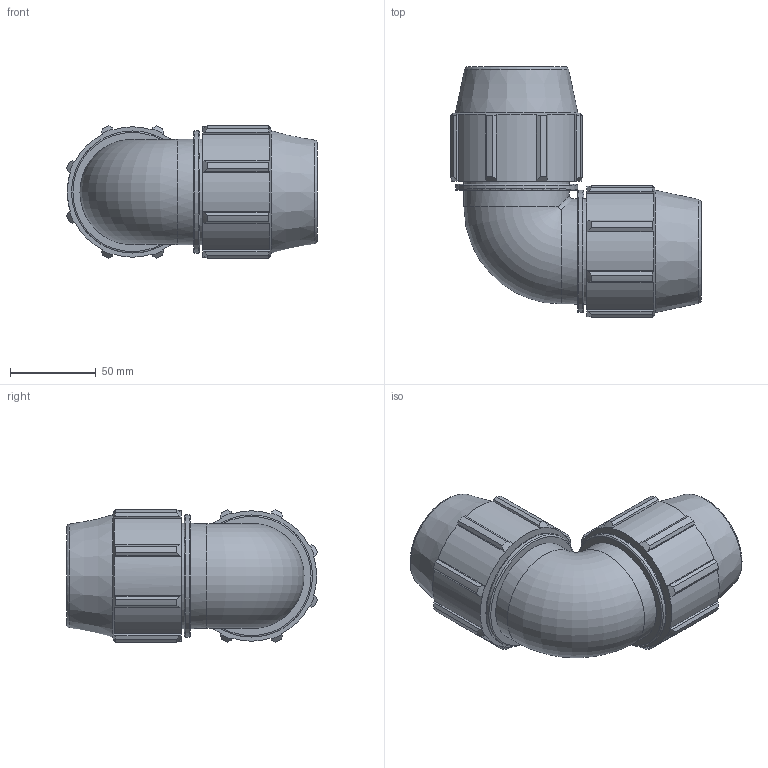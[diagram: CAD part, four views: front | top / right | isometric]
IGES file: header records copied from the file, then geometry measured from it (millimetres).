
Global section: file name: 070500040_180500040_0705060400A.ipt; native system: Autodesk Inventor 2015; preprocessor: unknown; author: KIM; date: 20170606.133229; units: millimetre
Bounding box: 146.58 x 146.58 x 77.16 mm (x, y, z)
Volume: 526323.7 mm3; surface area: 84267.2 mm2
Topology: 1 solids, 1 shells, 149 faces, 423 edges, 286 vertices
Faces by surface type: plane 76, cylinder 38, cone 20, revolution 14, bspline 1
Full cylindrical faces by diameter (mm): 61.5 x4, 71.34 x2
